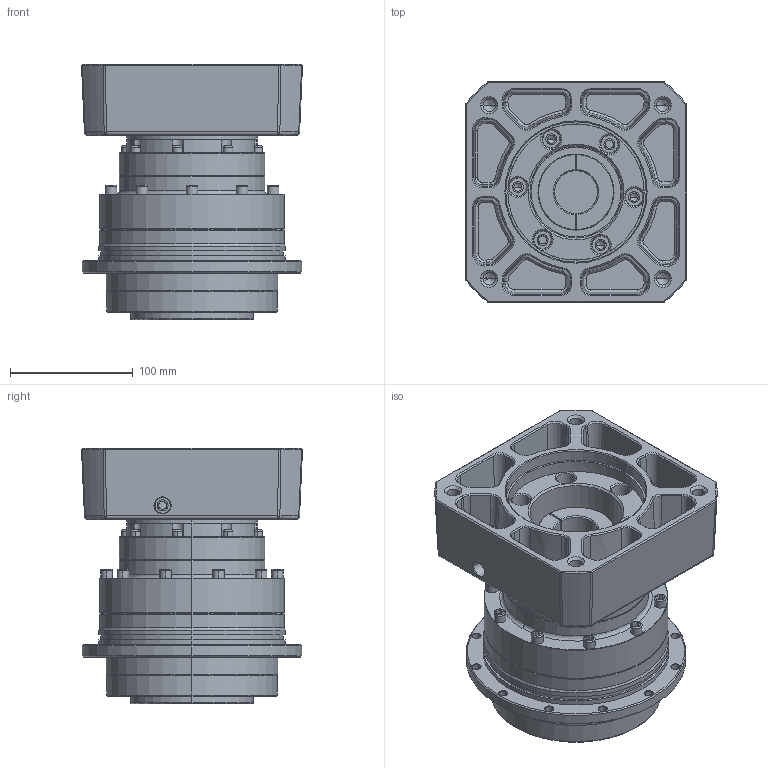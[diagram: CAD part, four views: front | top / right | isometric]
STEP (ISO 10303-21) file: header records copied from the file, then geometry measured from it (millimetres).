
FILE_DESCRIPTION (( 'STEP AP214' ), '1' );
FILE_NAME ('SD140-L2-35-114.3-200M12.STEP', '2022-02-25T00:08:44', ( 'admin' ), ( '' ), 'SwSTEP 2.0', 'SolidWorks 2013', '' );
FILE_SCHEMA (( 'AUTOMOTIVE_DESIGN' ));
Length unit declared in the file: millimetre
Products named in the file (4): SD140; PB115-114.3-200M12-82; PB142-L2_X2_58F34F537AEF_X0_; SD140-L2-35-114.3-200M12
Assembly tree (3 placements, depth 2):
  SD140-L2-35-114.3-200M12
    PB142-L2_X2_58F34F537AEF_X0_
    PB115-114.3-200M12-82
    SD140
Bounding box: 180 x 180 x 208 mm (x, y, z)
Volume: 3192580.7 mm3; surface area: 346571.9 mm2
Topology: 3 solids, 3 shells, 1103 faces, 2665 edges, 1576 vertices
Faces by surface type: cone 463, plane 289, cylinder 268, bspline 83
Entity records: 47110 total; most frequent: CARTESIAN_POINT 9565, DIRECTION 5490, ORIENTED_EDGE 5102, EDGE_CURVE 2551, AXIS2_PLACEMENT_3D 2127, VERTEX_POINT 1570, EDGE_LOOP 1269, VECTOR 1236
